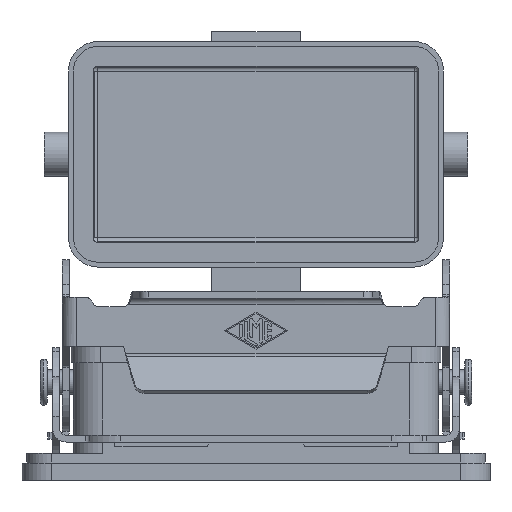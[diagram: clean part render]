
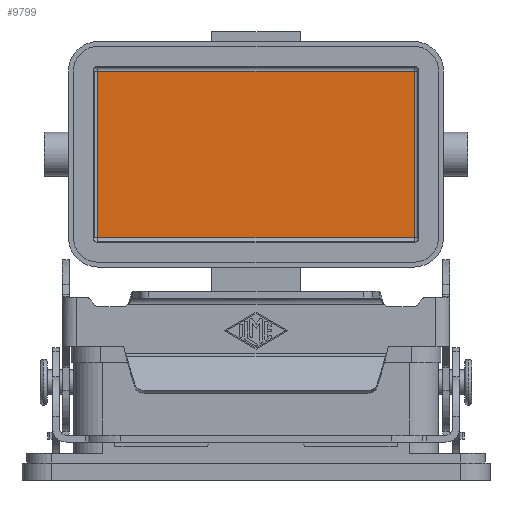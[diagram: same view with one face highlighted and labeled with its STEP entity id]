
A CAD part, front view. The second image highlights one B-rep face of the part: STEP entity #9799.
In plain terms, the highlighted planar face has unit normal (0, -1, 0).
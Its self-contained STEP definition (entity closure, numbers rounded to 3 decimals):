
#9401=CARTESIAN_POINT('',(-32.25,45.25,63.5));
#9402=VERTEX_POINT('',#9401);
#9410=CARTESIAN_POINT('',(32.25,45.25,63.5));
#9411=VERTEX_POINT('',#9410);
#9412=CARTESIAN_POINT('',(-32.25,45.25,63.5));
#9413=DIRECTION('',(1.0,0.0,0.0));
#9414=VECTOR('',#9413,64.5);
#9415=LINE('',#9412,#9414);
#9416=EDGE_CURVE('',#9402,#9411,#9415,.T.);
#9434=CARTESIAN_POINT('',(-32.25,45.25,29.5));
#9435=VERTEX_POINT('',#9434);
#9443=CARTESIAN_POINT('',(-32.25,45.25,29.5));
#9444=DIRECTION('',(0.0,0.0,1.0));
#9445=VECTOR('',#9444,34.);
#9446=LINE('',#9443,#9445);
#9447=EDGE_CURVE('',#9435,#9402,#9446,.T.);
#9465=CARTESIAN_POINT('',(32.25,45.25,29.5));
#9466=VERTEX_POINT('',#9465);
#9474=CARTESIAN_POINT('',(32.25,45.25,29.5));
#9475=DIRECTION('',(-1.0,0.0,0.0));
#9476=VECTOR('',#9475,64.5);
#9477=LINE('',#9474,#9476);
#9478=EDGE_CURVE('',#9466,#9435,#9477,.T.);
#9552=CARTESIAN_POINT('',(32.25,45.25,63.5));
#9553=DIRECTION('',(0.0,0.0,-1.0));
#9554=VECTOR('',#9553,34.);
#9555=LINE('',#9552,#9554);
#9556=EDGE_CURVE('',#9411,#9466,#9555,.T.);
#9788=CARTESIAN_POINT('',(0.,45.25,46.5));
#9789=DIRECTION('',(0.0,1.0,0.0));
#9790=DIRECTION('',(0.0,0.0,1.0));
#9791=AXIS2_PLACEMENT_3D('',#9788,#9789,#9790);
#9792=PLANE('',#9791);
#9793=ORIENTED_EDGE('',*,*,#9416,.F.);
#9794=ORIENTED_EDGE('',*,*,#9447,.F.);
#9795=ORIENTED_EDGE('',*,*,#9478,.F.);
#9796=ORIENTED_EDGE('',*,*,#9556,.F.);
#9797=EDGE_LOOP('',(#9793,#9794,#9795,#9796));
#9798=FACE_OUTER_BOUND('',#9797,.T.);
#9799=ADVANCED_FACE('',(#9798),#9792,.F.);
